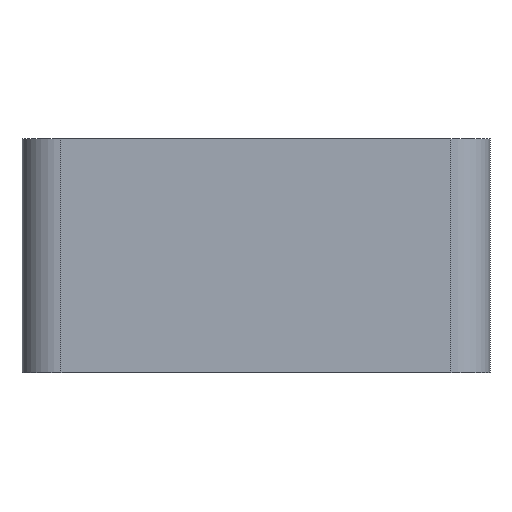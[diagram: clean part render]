
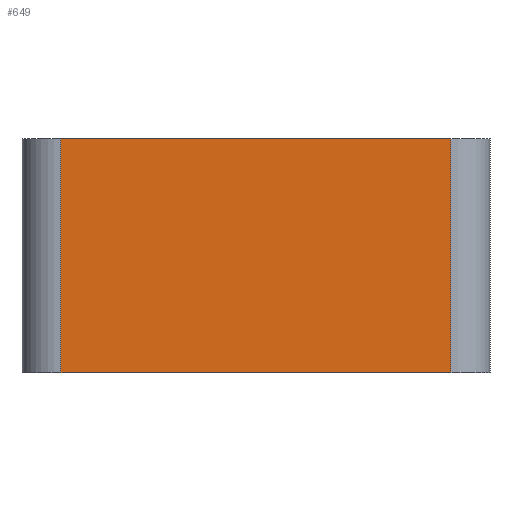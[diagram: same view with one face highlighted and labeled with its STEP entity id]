
A CAD part, left-side view. The second image highlights one B-rep face of the part: STEP entity #649.
In plain terms, the highlighted planar face has unit normal (-1, 0, 0).
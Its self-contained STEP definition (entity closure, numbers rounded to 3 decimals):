
#62 = PLANE('',#63);
#63 = AXIS2_PLACEMENT_3D('',#64,#65,#66);
#64 = CARTESIAN_POINT('',(16.297,-6.,0.));
#65 = DIRECTION('',(0.,0.,1.));
#66 = DIRECTION('',(1.,0.,0.));
#90 = CYLINDRICAL_SURFACE('',#91,1.);
#91 = AXIS2_PLACEMENT_3D('',#92,#93,#94);
#92 = CARTESIAN_POINT('',(1.,-1.,0.));
#93 = DIRECTION('',(0.,0.,1.));
#94 = DIRECTION('',(0.,1.,0.));
#118 = PLANE('',#119);
#119 = AXIS2_PLACEMENT_3D('',#120,#121,#122);
#120 = CARTESIAN_POINT('',(16.297,-6.,6.));
#121 = DIRECTION('',(0.,0.,1.));
#122 = DIRECTION('',(1.,0.,0.));
#161 = VERTEX_POINT('',#162);
#162 = CARTESIAN_POINT('',(0.,-1.,0.));
#184 = EDGE_CURVE('',#185,#161,#187,.T.);
#185 = VERTEX_POINT('',#186);
#186 = CARTESIAN_POINT('',(0.,-11.,0.));
#187 = SURFACE_CURVE('',#188,(#192,#199),.PCURVE_S1.);
#188 = LINE('',#189,#190);
#189 = CARTESIAN_POINT('',(0.,-12.,0.));
#190 = VECTOR('',#191,1.);
#191 = DIRECTION('',(0.,1.,0.));
#192 = PCURVE('',#62,#193);
#193 = DEFINITIONAL_REPRESENTATION('',(#194),#198);
#194 = LINE('',#195,#196);
#195 = CARTESIAN_POINT('',(-16.297,-6.));
#196 = VECTOR('',#197,1.);
#197 = DIRECTION('',(0.,1.));
#198 = ( GEOMETRIC_REPRESENTATION_CONTEXT(2) 
PARAMETRIC_REPRESENTATION_CONTEXT() REPRESENTATION_CONTEXT('2D SPACE',''
  ) );
#199 = PCURVE('',#200,#205);
#200 = PLANE('',#201);
#201 = AXIS2_PLACEMENT_3D('',#202,#203,#204);
#202 = CARTESIAN_POINT('',(0.,-12.,0.));
#203 = DIRECTION('',(-1.,0.,0.));
#204 = DIRECTION('',(0.,1.,0.));
#205 = DEFINITIONAL_REPRESENTATION('',(#206),#210);
#206 = LINE('',#207,#208);
#207 = CARTESIAN_POINT('',(0.,0.));
#208 = VECTOR('',#209,1.);
#209 = DIRECTION('',(1.,0.));
#210 = ( GEOMETRIC_REPRESENTATION_CONTEXT(2) 
PARAMETRIC_REPRESENTATION_CONTEXT() REPRESENTATION_CONTEXT('2D SPACE',''
  ) );
#233 = CYLINDRICAL_SURFACE('',#234,1.);
#234 = AXIS2_PLACEMENT_3D('',#235,#236,#237);
#235 = CARTESIAN_POINT('',(1.,-11.,0.));
#236 = DIRECTION('',(0.,0.,1.));
#237 = DIRECTION('',(0.,-1.,0.));
#395 = EDGE_CURVE('',#161,#396,#398,.T.);
#396 = VERTEX_POINT('',#397);
#397 = CARTESIAN_POINT('',(0.,-1.,6.));
#398 = SURFACE_CURVE('',#399,(#403,#410),.PCURVE_S1.);
#399 = LINE('',#400,#401);
#400 = CARTESIAN_POINT('',(0.,-1.,0.));
#401 = VECTOR('',#402,1.);
#402 = DIRECTION('',(0.,0.,1.));
#403 = PCURVE('',#90,#404);
#404 = DEFINITIONAL_REPRESENTATION('',(#405),#409);
#405 = LINE('',#406,#407);
#406 = CARTESIAN_POINT('',(1.571,0.));
#407 = VECTOR('',#408,1.);
#408 = DIRECTION('',(0.,1.));
#409 = ( GEOMETRIC_REPRESENTATION_CONTEXT(2) 
PARAMETRIC_REPRESENTATION_CONTEXT() REPRESENTATION_CONTEXT('2D SPACE',''
  ) );
#410 = PCURVE('',#200,#411);
#411 = DEFINITIONAL_REPRESENTATION('',(#412),#416);
#412 = LINE('',#413,#414);
#413 = CARTESIAN_POINT('',(11.,0.));
#414 = VECTOR('',#415,1.);
#415 = DIRECTION('',(0.,-1.));
#416 = ( GEOMETRIC_REPRESENTATION_CONTEXT(2) 
PARAMETRIC_REPRESENTATION_CONTEXT() REPRESENTATION_CONTEXT('2D SPACE',''
  ) );
#500 = EDGE_CURVE('',#501,#396,#503,.T.);
#501 = VERTEX_POINT('',#502);
#502 = CARTESIAN_POINT('',(0.,-11.,6.));
#503 = SURFACE_CURVE('',#504,(#508,#515),.PCURVE_S1.);
#504 = LINE('',#505,#506);
#505 = CARTESIAN_POINT('',(0.,-12.,6.));
#506 = VECTOR('',#507,1.);
#507 = DIRECTION('',(0.,1.,0.));
#508 = PCURVE('',#118,#509);
#509 = DEFINITIONAL_REPRESENTATION('',(#510),#514);
#510 = LINE('',#511,#512);
#511 = CARTESIAN_POINT('',(-16.297,-6.));
#512 = VECTOR('',#513,1.);
#513 = DIRECTION('',(0.,1.));
#514 = ( GEOMETRIC_REPRESENTATION_CONTEXT(2) 
PARAMETRIC_REPRESENTATION_CONTEXT() REPRESENTATION_CONTEXT('2D SPACE',''
  ) );
#515 = PCURVE('',#200,#516);
#516 = DEFINITIONAL_REPRESENTATION('',(#517),#521);
#517 = LINE('',#518,#519);
#518 = CARTESIAN_POINT('',(0.,-6.));
#519 = VECTOR('',#520,1.);
#520 = DIRECTION('',(1.,0.));
#521 = ( GEOMETRIC_REPRESENTATION_CONTEXT(2) 
PARAMETRIC_REPRESENTATION_CONTEXT() REPRESENTATION_CONTEXT('2D SPACE',''
  ) );
#649 = ADVANCED_FACE('',(#650),#200,.T.);
#650 = FACE_BOUND('',#651,.T.);
#651 = EDGE_LOOP('',(#652,#653,#674,#675));
#652 = ORIENTED_EDGE('',*,*,#184,.F.);
#653 = ORIENTED_EDGE('',*,*,#654,.T.);
#654 = EDGE_CURVE('',#185,#501,#655,.T.);
#655 = SURFACE_CURVE('',#656,(#660,#667),.PCURVE_S1.);
#656 = LINE('',#657,#658);
#657 = CARTESIAN_POINT('',(0.,-11.,0.));
#658 = VECTOR('',#659,1.);
#659 = DIRECTION('',(0.,0.,1.));
#660 = PCURVE('',#200,#661);
#661 = DEFINITIONAL_REPRESENTATION('',(#662),#666);
#662 = LINE('',#663,#664);
#663 = CARTESIAN_POINT('',(1.,0.));
#664 = VECTOR('',#665,1.);
#665 = DIRECTION('',(0.,-1.));
#666 = ( GEOMETRIC_REPRESENTATION_CONTEXT(2) 
PARAMETRIC_REPRESENTATION_CONTEXT() REPRESENTATION_CONTEXT('2D SPACE',''
  ) );
#667 = PCURVE('',#233,#668);
#668 = DEFINITIONAL_REPRESENTATION('',(#669),#673);
#669 = LINE('',#670,#671);
#670 = CARTESIAN_POINT('',(-1.571,0.));
#671 = VECTOR('',#672,1.);
#672 = DIRECTION('',(-0.,1.));
#673 = ( GEOMETRIC_REPRESENTATION_CONTEXT(2) 
PARAMETRIC_REPRESENTATION_CONTEXT() REPRESENTATION_CONTEXT('2D SPACE',''
  ) );
#674 = ORIENTED_EDGE('',*,*,#500,.T.);
#675 = ORIENTED_EDGE('',*,*,#395,.F.);
